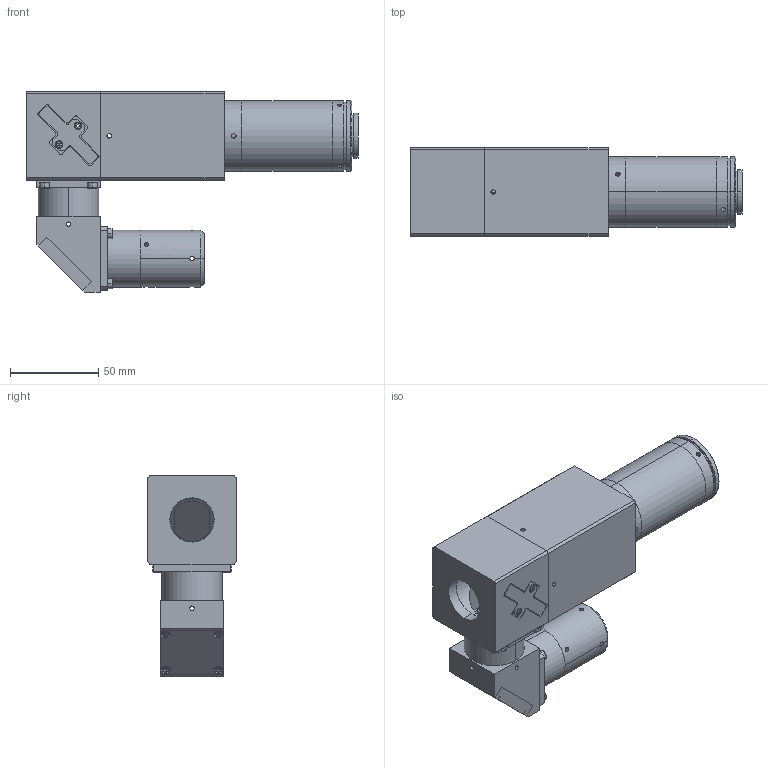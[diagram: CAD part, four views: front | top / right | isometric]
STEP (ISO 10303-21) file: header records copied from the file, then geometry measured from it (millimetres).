
FILE_DESCRIPTION (( 'STEP AP203' ), '1' );
FILE_NAME ('XF-VM3-1X-C-V6.3.STEP', '2018-11-20T03:22:33', ( 'zhanghp' ), ( '' ), 'SwSTEP 2.0', 'SolidWorks 2014', '' );
FILE_SCHEMA (( 'CONFIG_CONTROL_DESIGN' ));
Length unit declared in the file: millimetre
Products named in the file (1): XF-VM3-1X-C-V6.3
Bounding box: 187.67 x 50 x 113.41 mm (x, y, z)
Surface area: 70230.5 mm2 (no closed solid volume)
Topology: 0 solids, 42 shells, 484 faces, 1484 edges, 1013 vertices
Faces by surface type: plane 238, cylinder 184, torus 32, cone 30
Entity records: 17674 total; most frequent: CARTESIAN_POINT 4386, DIRECTION 2841, ORIENTED_EDGE 2401, EDGE_CURVE 1460, VERTEX_POINT 1013, AXIS2_PLACEMENT_3D 986, VECTOR 869, LINE 869
